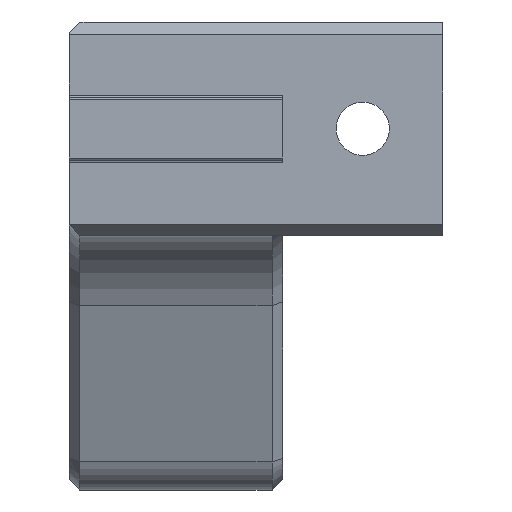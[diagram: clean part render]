
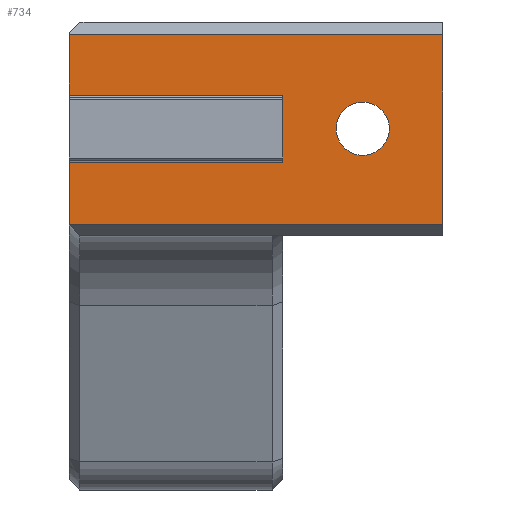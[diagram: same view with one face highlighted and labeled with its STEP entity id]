
A CAD part, left-side view. The second image highlights one B-rep face of the part: STEP entity #734.
In plain terms, the highlighted planar face has unit normal (-1, 0, 0).
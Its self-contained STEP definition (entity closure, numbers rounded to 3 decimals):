
#21 = CARTESIAN_POINT ( 'NONE',  ( 0., 18.808, 0. ) ) ;
#82 = LINE ( 'NONE', #3278, #3041 ) ;
#84 = EDGE_LOOP ( 'NONE', ( #2391, #2676, #488, #2811, #2240, #1957, #164, #1112 ) ) ;
#134 = FACE_BOUND ( 'NONE', #448, .T. ) ;
#164 = ORIENTED_EDGE ( 'NONE', *, *, #486, .T. ) ;
#224 = CARTESIAN_POINT ( 'NONE',  ( 0., 1., 20. ) ) ;
#275 = VECTOR ( 'NONE', #682, 1000. ) ;
#282 = LINE ( 'NONE', #1340, #1759 ) ;
#307 = EDGE_CURVE ( 'NONE', #2623, #1486, #3312, .T. ) ;
#317 = CARTESIAN_POINT ( 'NONE',  ( 0., 1., 0. ) ) ;
#333 = EDGE_CURVE ( 'NONE', #845, #2848, #82, .T. ) ;
#336 = AXIS2_PLACEMENT_3D ( 'NONE', #3412, #2641, #2879 ) ;
#380 = LINE ( 'NONE', #2724, #3263 ) ;
#392 = DIRECTION ( 'NONE',  ( 0., -1., 0. ) ) ;
#448 = EDGE_LOOP ( 'NONE', ( #2248, #1471 ) ) ;
#486 = EDGE_CURVE ( 'NONE', #504, #845, #380, .T. ) ;
#488 = ORIENTED_EDGE ( 'NONE', *, *, #3040, .T. ) ;
#498 = VECTOR ( 'NONE', #392, 1000. ) ;
#504 = VERTEX_POINT ( 'NONE', #1030 ) ;
#542 = DIRECTION ( 'NONE',  ( 0., -1., 0. ) ) ;
#581 = CARTESIAN_POINT ( 'NONE',  ( 0., 10., 27.5 ) ) ;
#601 = DIRECTION ( 'NONE',  ( 0., 1., 0. ) ) ;
#660 = LINE ( 'NONE', #1737, #1269 ) ;
#682 = DIRECTION ( 'NONE',  ( 0., 0., 1. ) ) ;
#734 = ADVANCED_FACE ( 'NONE', ( #3084, #134 ), #1199, .F. ) ;
#800 = DIRECTION ( 'NONE',  ( 0., -1., 0. ) ) ;
#845 = VERTEX_POINT ( 'NONE', #1893 ) ;
#952 = CARTESIAN_POINT ( 'NONE',  ( 0., 12.95, 0. ) ) ;
#968 = CARTESIAN_POINT ( 'NONE',  ( 0., 18.808, 35. ) ) ;
#973 = DIRECTION ( 'NONE',  ( 0., 1., 0. ) ) ;
#1030 = CARTESIAN_POINT ( 'NONE',  ( 0., 6.85, 20. ) ) ;
#1061 = LINE ( 'NONE', #3166, #1633 ) ;
#1112 = ORIENTED_EDGE ( 'NONE', *, *, #333, .T. ) ;
#1141 = VERTEX_POINT ( 'NONE', #968 ) ;
#1151 = DIRECTION ( 'NONE',  ( 0., -1., 0. ) ) ;
#1160 = AXIS2_PLACEMENT_3D ( 'NONE', #1767, #1501, #973 ) ;
#1199 = PLANE ( 'NONE',  #1160 ) ;
#1268 = DIRECTION ( 'NONE',  ( 0., 0., 1. ) ) ;
#1269 = VECTOR ( 'NONE', #1972, 1000. ) ;
#1273 = EDGE_CURVE ( 'NONE', #1486, #2623, #1792, .T. ) ;
#1340 = CARTESIAN_POINT ( 'NONE',  ( 0., 6.85, 20. ) ) ;
#1446 = EDGE_CURVE ( 'NONE', #2848, #1914, #3092, .T. ) ;
#1471 = ORIENTED_EDGE ( 'NONE', *, *, #1273, .T. ) ;
#1486 = VERTEX_POINT ( 'NONE', #2805 ) ;
#1501 = DIRECTION ( 'NONE',  ( 1., 0., 0. ) ) ;
#1633 = VECTOR ( 'NONE', #542, 1000. ) ;
#1737 = CARTESIAN_POINT ( 'NONE',  ( 0., 18.808, 20. ) ) ;
#1759 = VECTOR ( 'NONE', #800, 1000. ) ;
#1767 = CARTESIAN_POINT ( 'NONE',  ( 0., 0., 20. ) ) ;
#1792 = CIRCLE ( 'NONE', #336, 2.5 ) ;
#1796 = CARTESIAN_POINT ( 'NONE',  ( 0., 12.5, 27.5 ) ) ;
#1822 = AXIS2_PLACEMENT_3D ( 'NONE', #581, #3247, #601 ) ;
#1841 = DIRECTION ( 'NONE',  ( 0., 0., -1. ) ) ;
#1893 = CARTESIAN_POINT ( 'NONE',  ( 0., 6.85, 0. ) ) ;
#1914 = VERTEX_POINT ( 'NONE', #2536 ) ;
#1957 = ORIENTED_EDGE ( 'NONE', *, *, #2369, .T. ) ;
#1972 = DIRECTION ( 'NONE',  ( 0., 0., -1. ) ) ;
#2240 = ORIENTED_EDGE ( 'NONE', *, *, #3378, .T. ) ;
#2248 = ORIENTED_EDGE ( 'NONE', *, *, #307, .T. ) ;
#2270 = EDGE_CURVE ( 'NONE', #2473, #3075, #2809, .T. ) ;
#2369 = EDGE_CURVE ( 'NONE', #2435, #504, #282, .T. ) ;
#2391 = ORIENTED_EDGE ( 'NONE', *, *, #1446, .T. ) ;
#2435 = VERTEX_POINT ( 'NONE', #2660 ) ;
#2439 = EDGE_CURVE ( 'NONE', #1141, #1914, #1061, .T. ) ;
#2473 = VERTEX_POINT ( 'NONE', #21 ) ;
#2536 = CARTESIAN_POINT ( 'NONE',  ( 0., 1., 35. ) ) ;
#2623 = VERTEX_POINT ( 'NONE', #1796 ) ;
#2641 = DIRECTION ( 'NONE',  ( 1., 0., 0. ) ) ;
#2660 = CARTESIAN_POINT ( 'NONE',  ( 0., 13.15, 20. ) ) ;
#2676 = ORIENTED_EDGE ( 'NONE', *, *, #2439, .F. ) ;
#2724 = CARTESIAN_POINT ( 'NONE',  ( 0., 6.85, 0. ) ) ;
#2801 = CARTESIAN_POINT ( 'NONE',  ( 0., 13.15, 0. ) ) ;
#2805 = CARTESIAN_POINT ( 'NONE',  ( 0., 7.5, 27.5 ) ) ;
#2809 = LINE ( 'NONE', #952, #498 ) ;
#2811 = ORIENTED_EDGE ( 'NONE', *, *, #2270, .T. ) ;
#2848 = VERTEX_POINT ( 'NONE', #317 ) ;
#2854 = VECTOR ( 'NONE', #1268, 1000. ) ;
#2879 = DIRECTION ( 'NONE',  ( 0., 1., 0. ) ) ;
#3040 = EDGE_CURVE ( 'NONE', #1141, #2473, #660, .T. ) ;
#3041 = VECTOR ( 'NONE', #1151, 1000. ) ;
#3075 = VERTEX_POINT ( 'NONE', #2801 ) ;
#3084 = FACE_OUTER_BOUND ( 'NONE', #84, .T. ) ;
#3092 = LINE ( 'NONE', #224, #275 ) ;
#3120 = CARTESIAN_POINT ( 'NONE',  ( 0., 13.15, 20. ) ) ;
#3166 = CARTESIAN_POINT ( 'NONE',  ( 0., 18.808, 35. ) ) ;
#3196 = LINE ( 'NONE', #3120, #2854 ) ;
#3247 = DIRECTION ( 'NONE',  ( 1., 0., 0. ) ) ;
#3263 = VECTOR ( 'NONE', #1841, 1000. ) ;
#3278 = CARTESIAN_POINT ( 'NONE',  ( 0., 0., 0. ) ) ;
#3312 = CIRCLE ( 'NONE', #1822, 2.5 ) ;
#3378 = EDGE_CURVE ( 'NONE', #3075, #2435, #3196, .T. ) ;
#3412 = CARTESIAN_POINT ( 'NONE',  ( 0., 10., 27.5 ) ) ;
